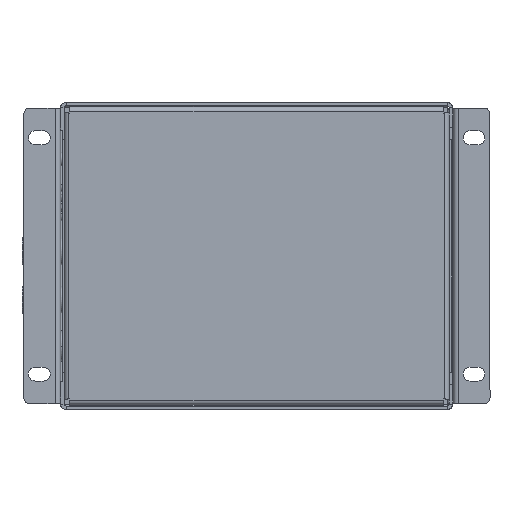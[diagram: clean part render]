
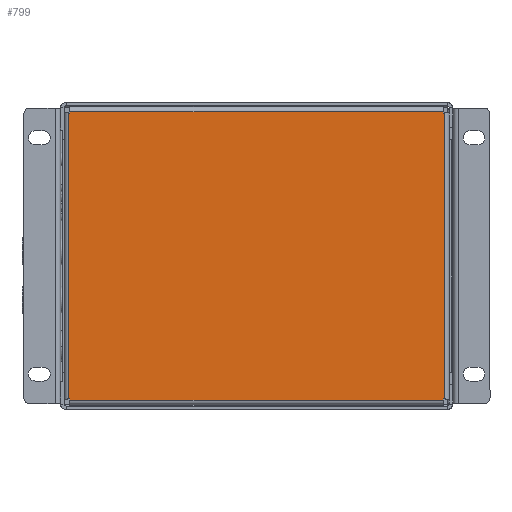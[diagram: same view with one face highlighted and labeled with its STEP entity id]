
A CAD part, top view. The second image highlights one B-rep face of the part: STEP entity #799.
In plain terms, the highlighted planar face has unit normal (0, 0, 1).
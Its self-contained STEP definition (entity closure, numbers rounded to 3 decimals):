
#695 = EDGE_LOOP ( 'NONE', ( #800, #696, #805, #808, #811, #743, #768, #733, #736, #739, #830, #833 ) ) ;
#696 = ORIENTED_EDGE ( 'NONE', *, *, #697, .T. ) ;
#697 = EDGE_CURVE ( 'NONE', #803, #698, #10366, .T. ) ;
#698 = VERTEX_POINT ( 'NONE', #10362 ) ;
#733 = ORIENTED_EDGE ( 'NONE', *, *, #734, .T. ) ;
#734 = EDGE_CURVE ( 'NONE', #770, #735, #10269, .T. ) ;
#735 = VERTEX_POINT ( 'NONE', #10265 ) ;
#736 = ORIENTED_EDGE ( 'NONE', *, *, #737, .T. ) ;
#737 = EDGE_CURVE ( 'NONE', #735, #738, #10264, .T. ) ;
#738 = VERTEX_POINT ( 'NONE', #10260 ) ;
#739 = ORIENTED_EDGE ( 'NONE', *, *, #740, .F. ) ;
#740 = EDGE_CURVE ( 'NONE', #829, #738, #10259, .T. ) ;
#741 = EDGE_CURVE ( 'NONE', #810, #742, #10448, .T. ) ;
#742 = VERTEX_POINT ( 'NONE', #10444 ) ;
#743 = ORIENTED_EDGE ( 'NONE', *, *, #744, .F. ) ;
#744 = EDGE_CURVE ( 'NONE', #745, #742, #10443, .T. ) ;
#745 = VERTEX_POINT ( 'NONE', #10439 ) ;
#768 = ORIENTED_EDGE ( 'NONE', *, *, #769, .T. ) ;
#769 = EDGE_CURVE ( 'NONE', #745, #770, #15740, .T. ) ;
#770 = VERTEX_POINT ( 'NONE', #15685 ) ;
#799 = ADVANCED_FACE ( 'NONE', ( #15619 ), #15595, .T. ) ;
#800 = ORIENTED_EDGE ( 'NONE', *, *, #801, .T. ) ;
#801 = EDGE_CURVE ( 'NONE', #802, #803, #15761, .T. ) ;
#802 = VERTEX_POINT ( 'NONE', #15757 ) ;
#803 = VERTEX_POINT ( 'NONE', #15756 ) ;
#805 = ORIENTED_EDGE ( 'NONE', *, *, #806, .T. ) ;
#806 = EDGE_CURVE ( 'NONE', #698, #807, #10757, .T. ) ;
#807 = VERTEX_POINT ( 'NONE', #10753 ) ;
#808 = ORIENTED_EDGE ( 'NONE', *, *, #809, .F. ) ;
#809 = EDGE_CURVE ( 'NONE', #810, #807, #10762, .T. ) ;
#810 = VERTEX_POINT ( 'NONE', #10758 ) ;
#811 = ORIENTED_EDGE ( 'NONE', *, *, #741, .T. ) ;
#829 = VERTEX_POINT ( 'NONE', #10891 ) ;
#830 = ORIENTED_EDGE ( 'NONE', *, *, #831, .T. ) ;
#831 = EDGE_CURVE ( 'NONE', #829, #832, #10890, .T. ) ;
#832 = VERTEX_POINT ( 'NONE', #10886 ) ;
#833 = ORIENTED_EDGE ( 'NONE', *, *, #834, .F. ) ;
#834 = EDGE_CURVE ( 'NONE', #802, #832, #10884, .T. ) ;
#10256 = DIRECTION ( 'NONE',  ( 0., -1., 0. ) ) ;
#10257 = VECTOR ( 'NONE', #10256, 1000. ) ;
#10258 = CARTESIAN_POINT ( 'NONE',  ( 48.933, 37.579, 27.402 ) ) ;
#10259 = LINE ( 'NONE', #10258, #10257 ) ;
#10260 = CARTESIAN_POINT ( 'NONE',  ( 48.933, 37.479, 27.402 ) ) ;
#10261 = DIRECTION ( 'NONE',  ( -1., 0., 0. ) ) ;
#10262 = VECTOR ( 'NONE', #10261, 1000. ) ;
#10263 = CARTESIAN_POINT ( 'NONE',  ( -48.984, 37.479, 27.402 ) ) ;
#10264 = LINE ( 'NONE', #10263, #10262 ) ;
#10265 = CARTESIAN_POINT ( 'NONE',  ( 49.205, 37.479, 27.402 ) ) ;
#10266 = DIRECTION ( 'NONE',  ( 0., 1., 0. ) ) ;
#10267 = VECTOR ( 'NONE', #10266, 1000. ) ;
#10268 = CARTESIAN_POINT ( 'NONE',  ( 49.205, -37.605, 27.402 ) ) ;
#10269 = LINE ( 'NONE', #10268, #10267 ) ;
#10362 = CARTESIAN_POINT ( 'NONE',  ( -49.256, -37.504, 27.402 ) ) ;
#10363 = DIRECTION ( 'NONE',  ( 0., -1., 0. ) ) ;
#10364 = VECTOR ( 'NONE', #10363, 1000. ) ;
#10365 = CARTESIAN_POINT ( 'NONE',  ( -49.256, 37.579, 27.402 ) ) ;
#10366 = LINE ( 'NONE', #10365, #10364 ) ;
#10439 = CARTESIAN_POINT ( 'NONE',  ( 48.933, -37.504, 27.402 ) ) ;
#10440 = DIRECTION ( 'NONE',  ( 0., -1., 0. ) ) ;
#10441 = VECTOR ( 'NONE', #10440, 1000. ) ;
#10442 = CARTESIAN_POINT ( 'NONE',  ( 48.933, -37.605, 27.402 ) ) ;
#10443 = LINE ( 'NONE', #10442, #10441 ) ;
#10444 = CARTESIAN_POINT ( 'NONE',  ( 48.933, -37.876, 27.402 ) ) ;
#10445 = DIRECTION ( 'NONE',  ( 1., 0., 0. ) ) ;
#10446 = VECTOR ( 'NONE', #10445, 1000. ) ;
#10447 = CARTESIAN_POINT ( 'NONE',  ( -48.984, -37.876, 27.402 ) ) ;
#10448 = LINE ( 'NONE', #10447, #10446 ) ;
#10753 = CARTESIAN_POINT ( 'NONE',  ( -48.984, -37.504, 27.402 ) ) ;
#10754 = DIRECTION ( 'NONE',  ( 1., 0., 0. ) ) ;
#10755 = VECTOR ( 'NONE', #10754, 1000. ) ;
#10756 = CARTESIAN_POINT ( 'NONE',  ( -48.984, -37.504, 27.402 ) ) ;
#10757 = LINE ( 'NONE', #10756, #10755 ) ;
#10758 = CARTESIAN_POINT ( 'NONE',  ( -48.984, -37.876, 27.402 ) ) ;
#10759 = DIRECTION ( 'NONE',  ( 0., 1., 0. ) ) ;
#10760 = VECTOR ( 'NONE', #10759, 1000. ) ;
#10761 = CARTESIAN_POINT ( 'NONE',  ( -48.984, -37.605, 27.402 ) ) ;
#10762 = LINE ( 'NONE', #10761, #10760 ) ;
#10780 = DIRECTION ( 'NONE',  ( 0., 1., 0. ) ) ;
#10781 = VECTOR ( 'NONE', #10780, 1000. ) ;
#10883 = CARTESIAN_POINT ( 'NONE',  ( -48.984, 37.579, 27.402 ) ) ;
#10884 = LINE ( 'NONE', #10883, #10781 ) ;
#10886 = CARTESIAN_POINT ( 'NONE',  ( -48.984, 37.851, 27.402 ) ) ;
#10887 = DIRECTION ( 'NONE',  ( -1., 0., 0. ) ) ;
#10888 = VECTOR ( 'NONE', #10887, 1000. ) ;
#10889 = CARTESIAN_POINT ( 'NONE',  ( 48.933, 37.851, 27.402 ) ) ;
#10890 = LINE ( 'NONE', #10889, #10888 ) ;
#10891 = CARTESIAN_POINT ( 'NONE',  ( 48.933, 37.851, 27.402 ) ) ;
#15593 = AXIS2_PLACEMENT_3D ( 'NONE', #15764, #15763, #15762 ) ;
#15595 = PLANE ( 'NONE',  #15593 ) ;
#15619 = FACE_OUTER_BOUND ( 'NONE', #695, .T. ) ;
#15685 = CARTESIAN_POINT ( 'NONE',  ( 49.205, -37.504, 27.402 ) ) ;
#15737 = DIRECTION ( 'NONE',  ( 1., 0., 0. ) ) ;
#15738 = VECTOR ( 'NONE', #15737, 1000. ) ;
#15739 = CARTESIAN_POINT ( 'NONE',  ( -48.984, -37.504, 27.402 ) ) ;
#15740 = LINE ( 'NONE', #15739, #15738 ) ;
#15756 = CARTESIAN_POINT ( 'NONE',  ( -49.256, 37.479, 27.402 ) ) ;
#15757 = CARTESIAN_POINT ( 'NONE',  ( -48.984, 37.479, 27.402 ) ) ;
#15758 = DIRECTION ( 'NONE',  ( -1., 0., 0. ) ) ;
#15759 = VECTOR ( 'NONE', #15758, 1000. ) ;
#15760 = CARTESIAN_POINT ( 'NONE',  ( -48.984, 37.479, 27.402 ) ) ;
#15761 = LINE ( 'NONE', #15760, #15759 ) ;
#15762 = DIRECTION ( 'NONE',  ( 1., 0., 0. ) ) ;
#15763 = DIRECTION ( 'NONE',  ( 0., 0., 1. ) ) ;
#15764 = CARTESIAN_POINT ( 'NONE',  ( -48.984, 37.579, 27.402 ) ) ;
